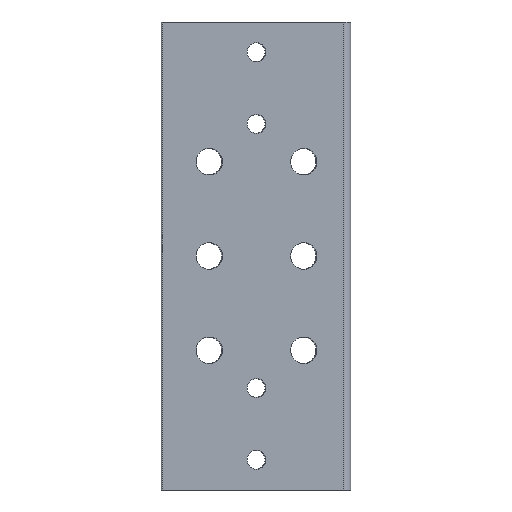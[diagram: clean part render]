
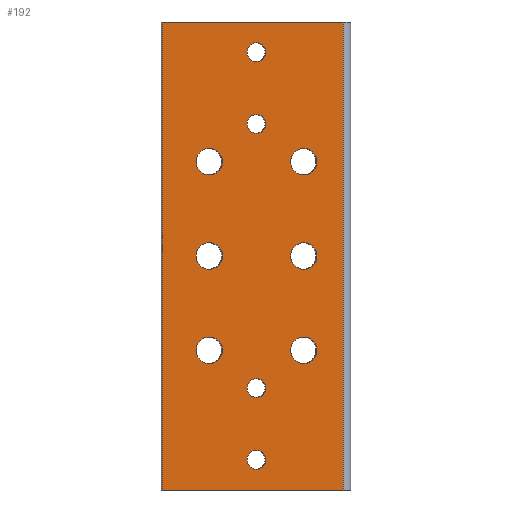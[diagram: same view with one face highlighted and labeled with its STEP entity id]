
A CAD part, front view. The second image highlights one B-rep face of the part: STEP entity #192.
In plain terms, the highlighted planar face has unit normal (0.019, -1, 0).
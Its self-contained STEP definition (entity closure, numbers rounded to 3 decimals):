
#134=FACE_BOUND('',#230,.T.);
#135=FACE_BOUND('',#231,.T.);
#136=FACE_BOUND('',#232,.T.);
#137=FACE_BOUND('',#233,.T.);
#138=FACE_BOUND('',#234,.T.);
#139=FACE_BOUND('',#235,.T.);
#140=FACE_BOUND('',#236,.T.);
#141=FACE_BOUND('',#237,.T.);
#142=FACE_BOUND('',#238,.T.);
#143=FACE_BOUND('',#239,.T.);
#144=FACE_BOUND('',#240,.T.);
#177=CIRCLE('',#441,3.5);
#178=CIRCLE('',#442,3.5);
#179=CIRCLE('',#443,3.5);
#180=CIRCLE('',#444,3.5);
#181=CIRCLE('',#445,3.5);
#182=CIRCLE('',#446,3.5);
#183=CIRCLE('',#447,2.5);
#184=CIRCLE('',#448,2.5);
#185=CIRCLE('',#449,2.5);
#186=CIRCLE('',#450,2.5);
#192=ADVANCED_FACE('',(#134,#135,#136,#137,#138,#139,#140,#141,#142,#143,
#144),#209,.F.);
#209=PLANE('',#451);
#230=EDGE_LOOP('',(#294));
#231=EDGE_LOOP('',(#295));
#232=EDGE_LOOP('',(#296));
#233=EDGE_LOOP('',(#297));
#234=EDGE_LOOP('',(#298));
#235=EDGE_LOOP('',(#299));
#236=EDGE_LOOP('',(#300));
#237=EDGE_LOOP('',(#301));
#238=EDGE_LOOP('',(#302));
#239=EDGE_LOOP('',(#303));
#240=EDGE_LOOP('',(#304,#305,#306,#307));
#294=ORIENTED_EDGE('',*,*,#386,.T.);
#295=ORIENTED_EDGE('',*,*,#387,.T.);
#296=ORIENTED_EDGE('',*,*,#388,.T.);
#297=ORIENTED_EDGE('',*,*,#389,.T.);
#298=ORIENTED_EDGE('',*,*,#390,.T.);
#299=ORIENTED_EDGE('',*,*,#391,.T.);
#300=ORIENTED_EDGE('',*,*,#392,.T.);
#301=ORIENTED_EDGE('',*,*,#393,.T.);
#302=ORIENTED_EDGE('',*,*,#394,.T.);
#303=ORIENTED_EDGE('',*,*,#395,.T.);
#304=ORIENTED_EDGE('',*,*,#367,.F.);
#305=ORIENTED_EDGE('',*,*,#396,.T.);
#306=ORIENTED_EDGE('',*,*,#373,.F.);
#307=ORIENTED_EDGE('',*,*,#370,.F.);
#336=VERTEX_POINT('',#567);
#337=VERTEX_POINT('',#569);
#339=VERTEX_POINT('',#575);
#341=VERTEX_POINT('',#581);
#352=VERTEX_POINT('',#607);
#353=VERTEX_POINT('',#609);
#354=VERTEX_POINT('',#611);
#355=VERTEX_POINT('',#613);
#356=VERTEX_POINT('',#615);
#357=VERTEX_POINT('',#617);
#358=VERTEX_POINT('',#619);
#359=VERTEX_POINT('',#621);
#360=VERTEX_POINT('',#623);
#361=VERTEX_POINT('',#625);
#367=EDGE_CURVE('',#336,#337,#401,.T.);
#370=EDGE_CURVE('',#337,#339,#404,.T.);
#373=EDGE_CURVE('',#339,#341,#407,.T.);
#386=EDGE_CURVE('',#352,#352,#177,.T.);
#387=EDGE_CURVE('',#353,#353,#178,.T.);
#388=EDGE_CURVE('',#354,#354,#179,.T.);
#389=EDGE_CURVE('',#355,#355,#180,.T.);
#390=EDGE_CURVE('',#356,#356,#181,.T.);
#391=EDGE_CURVE('',#357,#357,#182,.T.);
#392=EDGE_CURVE('',#358,#358,#183,.T.);
#393=EDGE_CURVE('',#359,#359,#184,.T.);
#394=EDGE_CURVE('',#360,#360,#185,.T.);
#395=EDGE_CURVE('',#361,#361,#186,.T.);
#396=EDGE_CURVE('',#336,#341,#409,.T.);
#401=LINE('',#568,#414);
#404=LINE('',#574,#417);
#407=LINE('',#580,#420);
#409=LINE('',#626,#422);
#414=VECTOR('',#473,1.);
#417=VECTOR('',#478,1.);
#420=VECTOR('',#483,1.);
#422=VECTOR('',#531,1.);
#441=AXIS2_PLACEMENT_3D('',#606,#511,#512);
#442=AXIS2_PLACEMENT_3D('',#608,#513,#514);
#443=AXIS2_PLACEMENT_3D('',#610,#515,#516);
#444=AXIS2_PLACEMENT_3D('',#612,#517,#518);
#445=AXIS2_PLACEMENT_3D('',#614,#519,#520);
#446=AXIS2_PLACEMENT_3D('',#616,#521,#522);
#447=AXIS2_PLACEMENT_3D('',#618,#523,#524);
#448=AXIS2_PLACEMENT_3D('',#620,#525,#526);
#449=AXIS2_PLACEMENT_3D('',#622,#527,#528);
#450=AXIS2_PLACEMENT_3D('',#624,#529,#530);
#451=AXIS2_PLACEMENT_3D('',#627,#532,#533);
#473=DIRECTION('',(-1.,-0.019,0.));
#478=DIRECTION('',(0.,0.,1.));
#483=DIRECTION('',(1.,0.019,0.));
#511=DIRECTION('',(-0.019,1.,0.));
#512=DIRECTION('',(-1.,-0.019,0.));
#513=DIRECTION('',(-0.019,1.,0.));
#514=DIRECTION('',(-1.,-0.019,0.));
#515=DIRECTION('',(-0.019,1.,0.));
#516=DIRECTION('',(-1.,-0.019,0.));
#517=DIRECTION('',(-0.019,1.,0.));
#518=DIRECTION('',(-1.,-0.019,0.));
#519=DIRECTION('',(-0.019,1.,0.));
#520=DIRECTION('',(-1.,-0.019,0.));
#521=DIRECTION('',(-0.019,1.,0.));
#522=DIRECTION('',(-1.,-0.019,0.));
#523=DIRECTION('',(-0.019,1.,0.));
#524=DIRECTION('',(-1.,-0.019,0.));
#525=DIRECTION('',(-0.019,1.,0.));
#526=DIRECTION('',(-1.,-0.019,0.));
#527=DIRECTION('',(-0.019,1.,0.));
#528=DIRECTION('',(-1.,-0.019,0.));
#529=DIRECTION('',(-0.019,1.,0.));
#530=DIRECTION('',(-1.,-0.019,0.));
#531=DIRECTION('',(0.,0.,1.));
#532=DIRECTION('',(-0.019,1.,0.));
#533=DIRECTION('',(-1.,-0.019,0.));
#567=CARTESIAN_POINT('',(-152.028,28.962,14.));
#568=CARTESIAN_POINT('',(-150.028,29.,14.));
#569=CARTESIAN_POINT('',(-200.019,28.062,14.));
#574=CARTESIAN_POINT('',(-200.019,28.062,14.));
#575=CARTESIAN_POINT('',(-200.019,28.062,138.));
#580=CARTESIAN_POINT('',(-200.019,28.062,138.));
#581=CARTESIAN_POINT('',(-152.028,28.962,138.));
#606=CARTESIAN_POINT('',(-187.522,28.297,101.));
#607=CARTESIAN_POINT('',(-191.021,28.231,101.));
#608=CARTESIAN_POINT('',(-162.526,28.765,101.));
#609=CARTESIAN_POINT('',(-166.025,28.7,101.));
#610=CARTESIAN_POINT('',(-162.526,28.765,76.));
#611=CARTESIAN_POINT('',(-166.025,28.7,76.));
#612=CARTESIAN_POINT('',(-187.522,28.297,76.));
#613=CARTESIAN_POINT('',(-191.021,28.231,76.));
#614=CARTESIAN_POINT('',(-187.522,28.297,51.));
#615=CARTESIAN_POINT('',(-191.021,28.231,51.));
#616=CARTESIAN_POINT('',(-162.526,28.765,51.));
#617=CARTESIAN_POINT('',(-166.025,28.7,51.));
#618=CARTESIAN_POINT('',(-175.024,28.531,22.));
#619=CARTESIAN_POINT('',(-177.523,28.484,22.));
#620=CARTESIAN_POINT('',(-175.024,28.531,130.));
#621=CARTESIAN_POINT('',(-177.523,28.484,130.));
#622=CARTESIAN_POINT('',(-175.024,28.531,41.));
#623=CARTESIAN_POINT('',(-177.523,28.484,41.));
#624=CARTESIAN_POINT('',(-175.024,28.531,111.));
#625=CARTESIAN_POINT('',(-177.523,28.484,111.));
#626=CARTESIAN_POINT('',(-152.028,28.962,0.));
#627=CARTESIAN_POINT('',(-0.596,31.802,0.));
